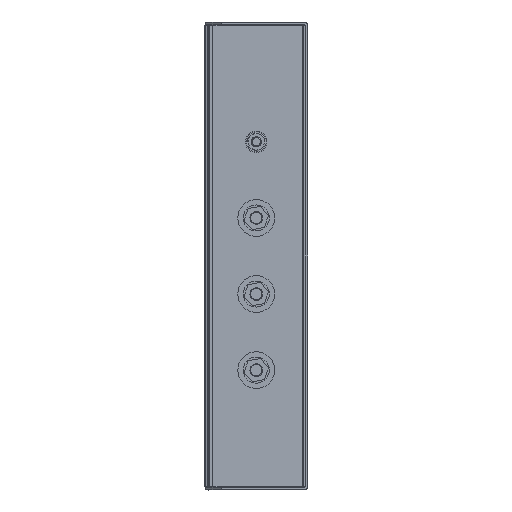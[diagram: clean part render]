
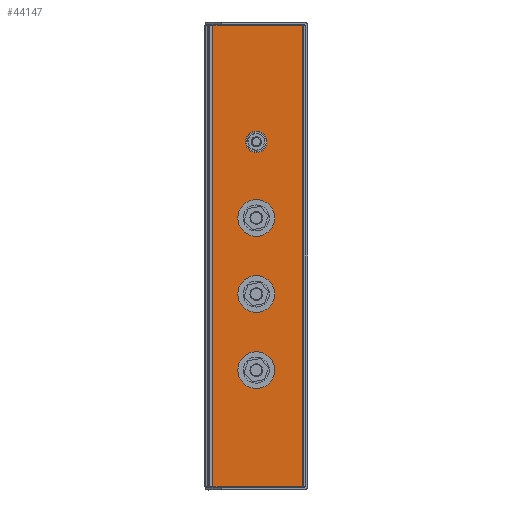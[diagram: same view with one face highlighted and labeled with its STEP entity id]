
A CAD part, left-side view. The second image highlights one B-rep face of the part: STEP entity #44147.
In plain terms, the highlighted planar face has unit normal (-1, 0, 0).
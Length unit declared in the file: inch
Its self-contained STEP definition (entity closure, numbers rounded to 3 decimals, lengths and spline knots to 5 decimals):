
#515 = CARTESIAN_POINT ( 'NONE',  ( -17.58133, -0.0416, -1.14479 ) ) ;
#659 = CARTESIAN_POINT ( 'NONE',  ( -17.58133, -0.0416, -1.14479 ) ) ;
#1672 = DIRECTION ( 'NONE',  ( 0., 0., 1. ) ) ;
#2235 = EDGE_CURVE ( 'NONE', #73781, #35266, #2514, .T. ) ;
#2514 = CIRCLE ( 'NONE', #89107, 0.15748 ) ;
#2642 = DIRECTION ( 'NONE',  ( 1., 0., 0. ) ) ;
#3725 = EDGE_CURVE ( 'NONE', #62207, #61286, #84921, .T. ) ;
#4566 = CIRCLE ( 'NONE', #30324, 0.28051 ) ;
#6059 = DIRECTION ( 'NONE',  ( 0., 0., 1. ) ) ;
#6998 = CIRCLE ( 'NONE', #82327, 0.28051 ) ;
#7476 = ORIENTED_EDGE ( 'NONE', *, *, #57573, .T. ) ;
#7487 = CARTESIAN_POINT ( 'NONE',  ( -17.58133, -0.0416, 1.21741 ) ) ;
#7797 = VECTOR ( 'NONE', #25728, 39.37008 ) ;
#7875 = FACE_OUTER_BOUND ( 'NONE', #53043, .T. ) ;
#8546 = DIRECTION ( 'NONE',  ( 1., 0., 0. ) ) ;
#9477 = CARTESIAN_POINT ( 'NONE',  ( -17.58133, -0.0416, 3.57962 ) ) ;
#10102 = EDGE_CURVE ( 'NONE', #47577, #25705, #95130, .T. ) ;
#12778 = VERTEX_POINT ( 'NONE', #33185 ) ;
#14192 = EDGE_CURVE ( 'NONE', #35266, #73781, #75891, .T. ) ;
#17342 = CARTESIAN_POINT ( 'NONE',  ( -17.58133, -0.0416, 1.21741 ) ) ;
#17789 = CARTESIAN_POINT ( 'NONE',  ( -17.58133, -0.0416, -3.507 ) ) ;
#19356 = CARTESIAN_POINT ( 'NONE',  ( -17.58133, -1.51011, 7.20167 ) ) ;
#21379 = VERTEX_POINT ( 'NONE', #51459 ) ;
#22203 = ORIENTED_EDGE ( 'NONE', *, *, #3725, .T. ) ;
#24291 = DIRECTION ( 'NONE',  ( 0., 0., 1. ) ) ;
#24294 = ORIENTED_EDGE ( 'NONE', *, *, #33210, .T. ) ;
#24626 = CIRCLE ( 'NONE', #84629, 0.28051 ) ;
#25705 = VERTEX_POINT ( 'NONE', #49765 ) ;
#25728 = DIRECTION ( 'NONE',  ( 0., 1., 0. ) ) ;
#26266 = DIRECTION ( 'NONE',  ( 0., -1., 0. ) ) ;
#27048 = EDGE_CURVE ( 'NONE', #21379, #79926, #69427, .T. ) ;
#28905 = FACE_BOUND ( 'NONE', #38455, .T. ) ;
#28958 = DIRECTION ( 'NONE',  ( 0., 0., 1. ) ) ;
#29616 = EDGE_LOOP ( 'NONE', ( #24294, #70271 ) ) ;
#30258 = VECTOR ( 'NONE', #64907, 39.37008 ) ;
#30324 = AXIS2_PLACEMENT_3D ( 'NONE', #515, #55615, #24291 ) ;
#31526 = LINE ( 'NONE', #70475, #30258 ) ;
#32758 = CARTESIAN_POINT ( 'NONE',  ( -17.58133, -1.51011, 7.20167 ) ) ;
#33185 = CARTESIAN_POINT ( 'NONE',  ( -17.58133, -0.0416, 0.9369 ) ) ;
#33210 = EDGE_CURVE ( 'NONE', #72233, #37292, #73625, .T. ) ;
#35266 = VERTEX_POINT ( 'NONE', #88940 ) ;
#36703 = DIRECTION ( 'NONE',  ( 1., 0., 0. ) ) ;
#37292 = VERTEX_POINT ( 'NONE', #87126 ) ;
#38455 = EDGE_LOOP ( 'NONE', ( #22203, #41881 ) ) ;
#40552 = ORIENTED_EDGE ( 'NONE', *, *, #10102, .F. ) ;
#41225 = AXIS2_PLACEMENT_3D ( 'NONE', #82191, #2642, #66385 ) ;
#41580 = CARTESIAN_POINT ( 'NONE',  ( -17.58133, 1.47415, -7.12904 ) ) ;
#41881 = ORIENTED_EDGE ( 'NONE', *, *, #51149, .T. ) ;
#44147 = ADVANCED_FACE ( 'NONE', ( #99154, #28905, #70802, #90530, #7875 ), #79876, .T. ) ;
#47098 = ORIENTED_EDGE ( 'NONE', *, *, #72125, .T. ) ;
#47577 = VERTEX_POINT ( 'NONE', #96393 ) ;
#48633 = CARTESIAN_POINT ( 'NONE',  ( -17.58133, -0.0416, -0.86428 ) ) ;
#48694 = DIRECTION ( 'NONE',  ( 1., 0., 0. ) ) ;
#49765 = CARTESIAN_POINT ( 'NONE',  ( -17.58133, -1.47861, 7.20167 ) ) ;
#49798 = AXIS2_PLACEMENT_3D ( 'NONE', #17342, #48694, #55584 ) ;
#50680 = EDGE_CURVE ( 'NONE', #37292, #72233, #6998, .T. ) ;
#51149 = EDGE_CURVE ( 'NONE', #61286, #62207, #4566, .T. ) ;
#51459 = CARTESIAN_POINT ( 'NONE',  ( -17.58133, -1.47861, -7.12904 ) ) ;
#52090 = VECTOR ( 'NONE', #26266, 39.37008 ) ;
#52194 = CARTESIAN_POINT ( 'NONE',  ( -17.58133, -0.0416, 3.57962 ) ) ;
#52420 = ORIENTED_EDGE ( 'NONE', *, *, #2235, .T. ) ;
#52744 = ORIENTED_EDGE ( 'NONE', *, *, #27048, .F. ) ;
#53043 = EDGE_LOOP ( 'NONE', ( #40552, #7476, #52744, #72475 ) ) ;
#54183 = ORIENTED_EDGE ( 'NONE', *, *, #62065, .T. ) ;
#55584 = DIRECTION ( 'NONE',  ( 0., 0., 1. ) ) ;
#55615 = DIRECTION ( 'NONE',  ( 1., 0., 0. ) ) ;
#57078 = DIRECTION ( 'NONE',  ( 0., 0., 1. ) ) ;
#57301 = CARTESIAN_POINT ( 'NONE',  ( -17.58133, -0.0416, -3.22648 ) ) ;
#57573 = EDGE_CURVE ( 'NONE', #47577, #79926, #31526, .T. ) ;
#58617 = CARTESIAN_POINT ( 'NONE',  ( -17.58133, -0.0416, 3.42214 ) ) ;
#59714 = EDGE_LOOP ( 'NONE', ( #54183, #47098 ) ) ;
#61286 = VERTEX_POINT ( 'NONE', #101559 ) ;
#62065 = EDGE_CURVE ( 'NONE', #75328, #12778, #24626, .T. ) ;
#62207 = VERTEX_POINT ( 'NONE', #48633 ) ;
#64907 = DIRECTION ( 'NONE',  ( 0., 0., -1. ) ) ;
#66385 = DIRECTION ( 'NONE',  ( 0., 0., 1. ) ) ;
#69427 = LINE ( 'NONE', #41580, #7797 ) ;
#70271 = ORIENTED_EDGE ( 'NONE', *, *, #50680, .T. ) ;
#70475 = CARTESIAN_POINT ( 'NONE',  ( -17.58133, 1.39541, 7.20167 ) ) ;
#70802 = FACE_BOUND ( 'NONE', #29616, .T. ) ;
#72125 = EDGE_CURVE ( 'NONE', #12778, #75328, #76202, .T. ) ;
#72204 = DIRECTION ( 'NONE',  ( 1., 0., 0. ) ) ;
#72233 = VERTEX_POINT ( 'NONE', #57301 ) ;
#72475 = ORIENTED_EDGE ( 'NONE', *, *, #81719, .T. ) ;
#73519 = CARTESIAN_POINT ( 'NONE',  ( -17.58133, 1.39541, -7.12904 ) ) ;
#73625 = CIRCLE ( 'NONE', #41225, 0.28051 ) ;
#73781 = VERTEX_POINT ( 'NONE', #58617 ) ;
#75097 = CARTESIAN_POINT ( 'NONE',  ( -17.58133, -1.47861, 7.20167 ) ) ;
#75328 = VERTEX_POINT ( 'NONE', #96813 ) ;
#75891 = CIRCLE ( 'NONE', #93308, 0.15748 ) ;
#76202 = CIRCLE ( 'NONE', #49798, 0.28051 ) ;
#79876 = PLANE ( 'NONE',  #83617 ) ;
#79926 = VERTEX_POINT ( 'NONE', #73519 ) ;
#80424 = DIRECTION ( 'NONE',  ( 0., 0., 1. ) ) ;
#81115 = DIRECTION ( 'NONE',  ( 1., 0., 0. ) ) ;
#81719 = EDGE_CURVE ( 'NONE', #21379, #25705, #101042, .T. ) ;
#82191 = CARTESIAN_POINT ( 'NONE',  ( -17.58133, -0.0416, -3.507 ) ) ;
#82327 = AXIS2_PLACEMENT_3D ( 'NONE', #17789, #81115, #57078 ) ;
#83617 = AXIS2_PLACEMENT_3D ( 'NONE', #32758, #87840, #95413 ) ;
#84629 = AXIS2_PLACEMENT_3D ( 'NONE', #7487, #90131, #6059 ) ;
#84921 = CIRCLE ( 'NONE', #98478, 0.28051 ) ;
#86388 = EDGE_LOOP ( 'NONE', ( #94081, #52420 ) ) ;
#87126 = CARTESIAN_POINT ( 'NONE',  ( -17.58133, -0.0416, -3.78751 ) ) ;
#87840 = DIRECTION ( 'NONE',  ( -1., 0., 0. ) ) ;
#88940 = CARTESIAN_POINT ( 'NONE',  ( -17.58133, -0.0416, 3.7371 ) ) ;
#89107 = AXIS2_PLACEMENT_3D ( 'NONE', #9477, #72204, #80424 ) ;
#89960 = VECTOR ( 'NONE', #28958, 39.37008 ) ;
#90131 = DIRECTION ( 'NONE',  ( 1., 0., 0. ) ) ;
#90530 = FACE_BOUND ( 'NONE', #86388, .T. ) ;
#91071 = DIRECTION ( 'NONE',  ( 0., 0., 1. ) ) ;
#93308 = AXIS2_PLACEMENT_3D ( 'NONE', #52194, #36703, #91071 ) ;
#94081 = ORIENTED_EDGE ( 'NONE', *, *, #14192, .T. ) ;
#95130 = LINE ( 'NONE', #19356, #52090 ) ;
#95413 = DIRECTION ( 'NONE',  ( 0., -1., 0. ) ) ;
#96393 = CARTESIAN_POINT ( 'NONE',  ( -17.58133, 1.39541, 7.20167 ) ) ;
#96813 = CARTESIAN_POINT ( 'NONE',  ( -17.58133, -0.0416, 1.49793 ) ) ;
#98478 = AXIS2_PLACEMENT_3D ( 'NONE', #659, #8546, #1672 ) ;
#99154 = FACE_BOUND ( 'NONE', #59714, .T. ) ;
#101042 = LINE ( 'NONE', #75097, #89960 ) ;
#101559 = CARTESIAN_POINT ( 'NONE',  ( -17.58133, -0.0416, -1.4253 ) ) ;
